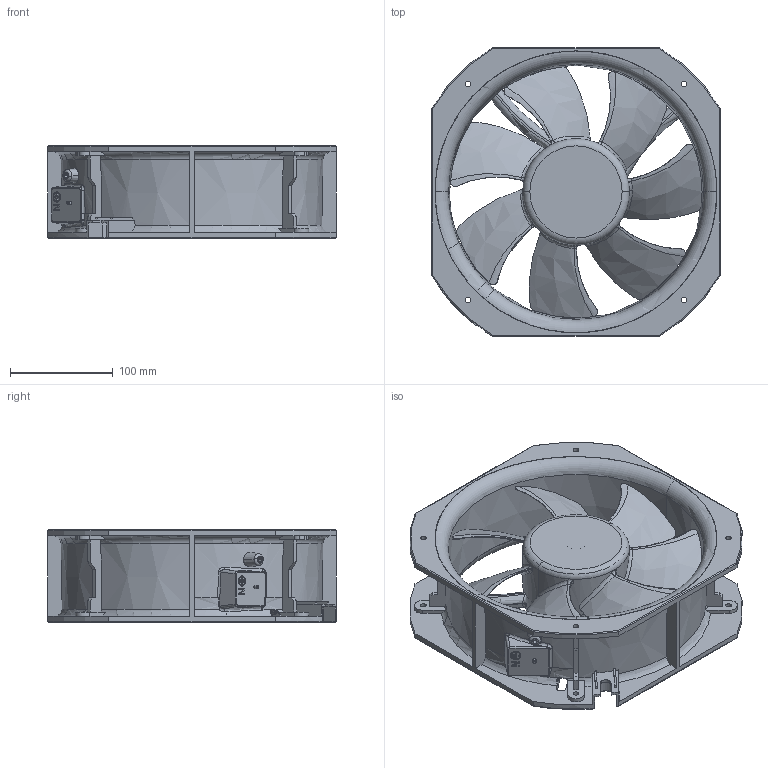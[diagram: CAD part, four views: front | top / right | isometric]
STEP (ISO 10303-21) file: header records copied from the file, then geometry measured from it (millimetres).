
FILE_DESCRIPTION((''),'2;1');
FILE_NAME('14038_ASM_ASM','2019-04-09T',('Administrator'),(''),'PRO/ENGINEER BY PARAMETRIC TECHNOLOGY CORPORATION, 2009440','PRO/ENGINEER BY PARAMETRIC TECHNOLOGY CORPORATION, 2009440','');
FILE_SCHEMA(('CONFIG_CONTROL_DESIGN'));
Length unit declared in the file: millimetre
Products named in the file (4): 28090_9; 4-1_5; ASM0001_ASM_1_ASM; 14038_ASM_ASM
Assembly tree (3 placements, depth 3):
  14038_ASM_ASM
    ASM0001_ASM_1_ASM
      28090_9
      4-1_5
Bounding box: 280.01 x 280.01 x 90 mm (x, y, z)
Volume: 803376.3 mm3; surface area: 431890.3 mm2
Topology: 2 solids, 3 shells, 851 faces, 2433 edges, 1616 vertices
Faces by surface type: plane 249, cylinder 240, bspline 127, torus 124, cone 106, extrusion 4, sphere 1
Entity records: 39162 total; most frequent: CARTESIAN_POINT 17880, ORIENTED_EDGE 4864, DIRECTION 3975, EDGE_CURVE 2432, VERTEX_POINT 1616, AXIS2_PLACEMENT_3D 1605, EDGE_LOOP 930, CIRCLE 876
